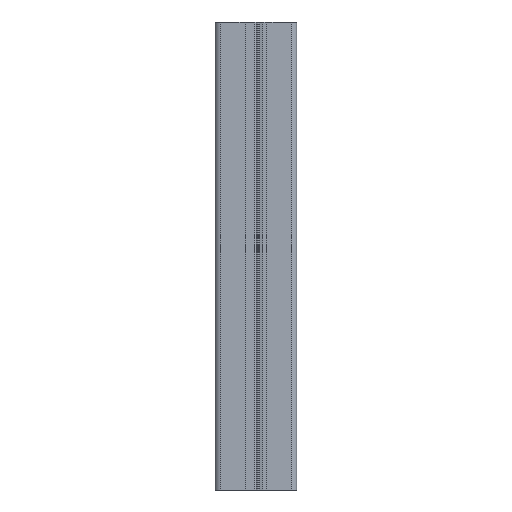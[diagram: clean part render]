
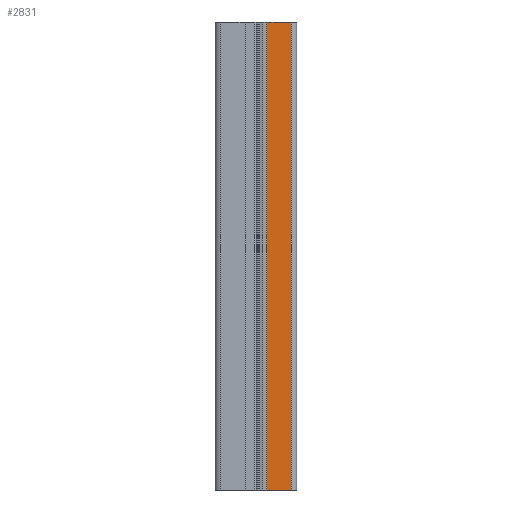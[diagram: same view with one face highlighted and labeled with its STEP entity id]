
A CAD part, left-side view. The second image highlights one B-rep face of the part: STEP entity #2831.
In plain terms, the highlighted planar face has unit normal (-1, 0, 0).
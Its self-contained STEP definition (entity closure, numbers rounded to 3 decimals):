
#168=ORIENTED_EDGE('',*,*,#1032,.F.);
#169=ORIENTED_EDGE('',*,*,#1031,.F.);
#170=ORIENTED_EDGE('',*,*,#1033,.T.);
#171=ORIENTED_EDGE('',*,*,#1034,.T.);
#1031=EDGE_CURVE('',#1463,#1461,#1751,.T.);
#1032=EDGE_CURVE('',#1461,#1464,#1752,.T.);
#1033=EDGE_CURVE('',#1463,#1465,#1753,.T.);
#1034=EDGE_CURVE('',#1465,#1464,#1754,.T.);
#1461=VERTEX_POINT('',#4057);
#1463=VERTEX_POINT('',#4061);
#1464=VERTEX_POINT('',#4065);
#1465=VERTEX_POINT('',#4067);
#1751=LINE('',#4062,#2087);
#1752=LINE('',#4064,#2088);
#1753=LINE('',#4066,#2089);
#1754=LINE('',#4068,#2090);
#2087=VECTOR('',#3238,1000.);
#2088=VECTOR('',#3241,1000.);
#2089=VECTOR('',#3242,1000.);
#2090=VECTOR('',#3243,1000.);
#2421=EDGE_LOOP('',(#168,#169,#170,#171));
#2577=FACE_BOUND('',#2421,.T.);
#2733=PLANE('',#2990);
#2831=ADVANCED_FACE('',(#2577),#2733,.T.);
#2990=AXIS2_PLACEMENT_3D('',#4063,#3239,#3240);
#3238=DIRECTION('',(0.,0.,1.));
#3239=DIRECTION('',(-1.,0.,0.));
#3240=DIRECTION('',(0.,0.,1.));
#3241=DIRECTION('',(0.,-1.,0.));
#3242=DIRECTION('',(0.,-1.,0.));
#3243=DIRECTION('',(0.,0.,1.));
#4057=CARTESIAN_POINT('',(-15.,-4.,0.));
#4061=CARTESIAN_POINT('',(-15.,-4.,-172.));
#4062=CARTESIAN_POINT('',(-15.,-4.,-172.));
#4063=CARTESIAN_POINT('',(-15.,-4.,-172.));
#4064=CARTESIAN_POINT('',(-15.,-4.,0.));
#4065=CARTESIAN_POINT('',(-15.,-13.,0.));
#4066=CARTESIAN_POINT('',(-15.,-4.,-172.));
#4067=CARTESIAN_POINT('',(-15.,-13.,-172.));
#4068=CARTESIAN_POINT('',(-15.,-13.,-172.));
